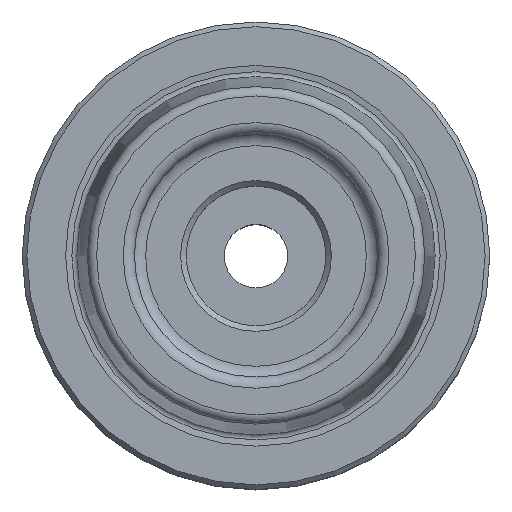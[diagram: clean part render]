
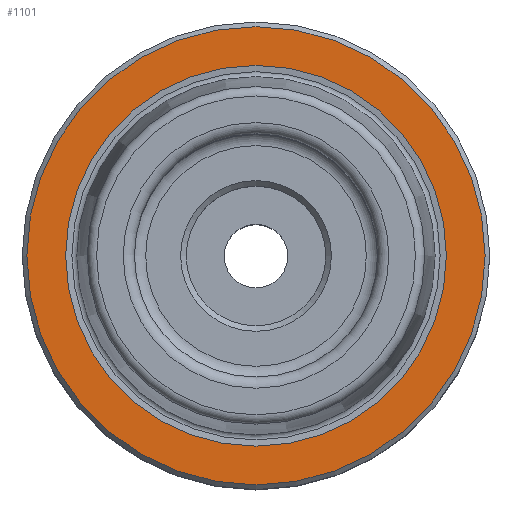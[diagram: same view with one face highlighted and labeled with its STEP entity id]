
A CAD part, top view. The second image highlights one B-rep face of the part: STEP entity #1101.
In plain terms, the highlighted planar face has unit normal (0, 0, 1).
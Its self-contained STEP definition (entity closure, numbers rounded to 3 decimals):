
#59=PLANE('',#1200);
#112=ORIENTED_EDGE('',*,*,#218,.T.);
#113=ORIENTED_EDGE('',*,*,#217,.F.);
#217=EDGE_CURVE('',#279,#279,#341,.T.);
#218=EDGE_CURVE('',#280,#280,#342,.T.);
#279=VERTEX_POINT('',#1606);
#280=VERTEX_POINT('',#1609);
#341=CIRCLE('',#1199,20.358);
#342=CIRCLE('',#1201,24.5);
#422=EDGE_LOOP('',(#112));
#423=EDGE_LOOP('',(#113));
#546=FACE_BOUND('',#422,.T.);
#547=FACE_BOUND('',#423,.T.);
#1101=ADVANCED_FACE('',(#546,#547),#59,.T.);
#1199=AXIS2_PLACEMENT_3D('',#1605,#1381,#1382);
#1200=AXIS2_PLACEMENT_3D('',#1607,#1383,#1384);
#1201=AXIS2_PLACEMENT_3D('',#1608,#1385,#1386);
#1381=DIRECTION('',(0.,0.,1.));
#1382=DIRECTION('',(1.,0.,0.));
#1383=DIRECTION('',(0.,0.,1.));
#1384=DIRECTION('',(1.,0.,0.));
#1385=DIRECTION('',(0.,0.,1.));
#1386=DIRECTION('',(1.,0.,0.));
#1605=CARTESIAN_POINT('',(0.,0.,0.));
#1606=CARTESIAN_POINT('',(20.358,0.,0.));
#1607=CARTESIAN_POINT('',(20.358,0.,0.));
#1608=CARTESIAN_POINT('',(0.,0.,0.));
#1609=CARTESIAN_POINT('',(24.5,0.,0.));
